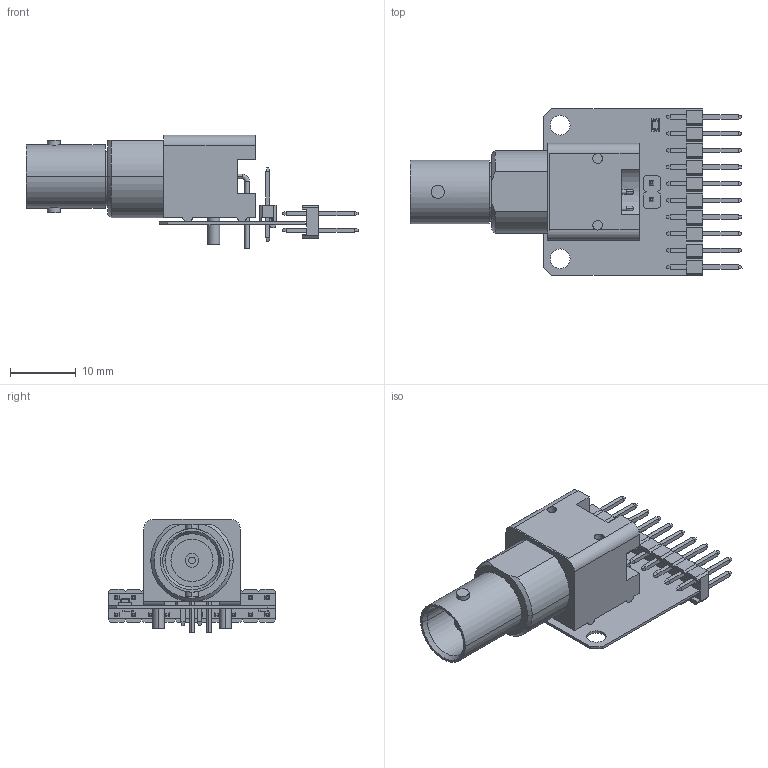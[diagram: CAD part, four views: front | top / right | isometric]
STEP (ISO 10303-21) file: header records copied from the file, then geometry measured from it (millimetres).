
FILE_DESCRIPTION(('Open CASCADE Model'),'2;1');
FILE_NAME('Open CASCADE Shape Model','2015-05-18T11:27:53',('Author'),( 'Open CASCADE'),'Open CASCADE STEP processor 6.5','Open CASCADE 6.5' ,'Unknown');
FILE_SCHEMA(('AUTOMOTIVE_DESIGN { 1 0 10303 214 1 1 1 1 }'));
Length unit declared in the file: millimetre
Products named in the file (14): PCB; Board; R2; RESC1608X50N_EIA_0603; R1; JUMP; pin_header_aw140-eg-g02d; HDR; pin_header_awl254-dg-g20d; D1; User_Library-led_0805LED0805_blue; BNC; User_Library-BNC-144; User_Library-BNC-144_GB-142_Default
Assembly tree (14 placements, depth 4):
  PCB
    Board
    R2
      RESC1608X50N_EIA_0603
    R1
      RESC1608X50N_EIA_0603
    JUMP
      pin_header_aw140-eg-g02d
    HDR
      pin_header_awl254-dg-g20d
    D1
      User_Library-led_0805LED0805_blue
    BNC
      User_Library-BNC-144
        User_Library-BNC-144_GB-142_Default
Bounding box: 50.55 x 25.4 x 17.3 mm (x, y, z)
Volume: 4336.6 mm3; surface area: 4483.8 mm2
Topology: 7 solids, 7 shells, 782 faces, 1868 edges, 1140 vertices
Faces by surface type: plane 641, cylinder 112, sphere 20, cone 5, bspline 4
Full cylindrical faces by diameter (mm): 0.813 x2, 1.016 x2, 2.032 x2, 3 x2
Entity records: 56277 total; most frequent: CARTESIAN_POINT 10387, DIRECTION 6440, LINE 4530, VECTOR 4530, ORIENTED_EDGE 3536, PCURVE 3536, DEFINITIONAL_REPRESENTATION 3536, PRESENTATION_STYLE_ASSIGNMENT 1991
